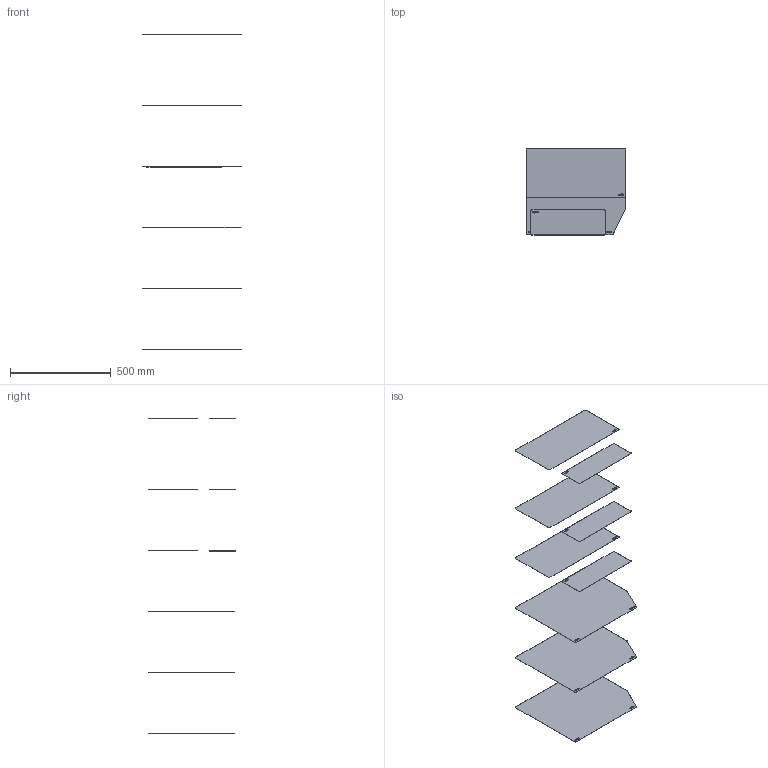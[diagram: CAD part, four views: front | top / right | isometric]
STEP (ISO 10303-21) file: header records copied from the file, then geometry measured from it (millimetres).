
FILE_DESCRIPTION(/* description */ (''),/* implementation_level */ '2;1');
FILE_NAME(/* name */ '3D_100-1212-XX_re_6 106670.stp',/* time_stamp */ '2022-03-17T14:26:58+01:00',/* author */ ('ps'),/* organization */ (''),/* preprocessor_version */ 'ST-DEVELOPER v18.1',/* originating_system */ 'Autodesk Inventor 2021',/* authorisation */ '');
FILE_SCHEMA (('CONFIG_CONTROL_DESIGN'));
Length unit declared in the file: millimetre
Products named in the file (4): Silikonmatte 1/3, 2/3, 3/3 B600 re 3er; Silikonmatte 3_3 B600; Silikonmatte 2_3 B600; Silikonmatte 1_3 B600
Assembly tree (9 placements, depth 2):
  Silikonmatte 1/3, 2/3, 3/3 B600 re 3er
    Silikonmatte 3_3 B600  x3
    Silikonmatte 2_3 B600  x3
    Silikonmatte 1_3 B600  x3
Bounding box: 496 x 428.5 x 1566.15 mm (x, y, z)
Volume: 1114631.7 mm3; surface area: 2243421.8 mm2
Topology: 9 solids, 9 shells, 1176 faces, 3150 edges, 2100 vertices
Faces by surface type: plane 861, cylinder 315
Entity records: 12802 total; most frequent: CARTESIAN_POINT 2156, ORIENTED_EDGE 2100, DIRECTION 2072, EDGE_CURVE 1050, LINE 840, VECTOR 840, VERTEX_POINT 700, AXIS2_PLACEMENT_3D 616
